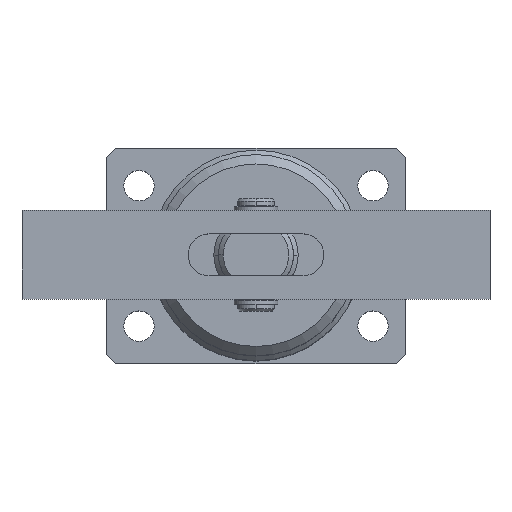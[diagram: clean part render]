
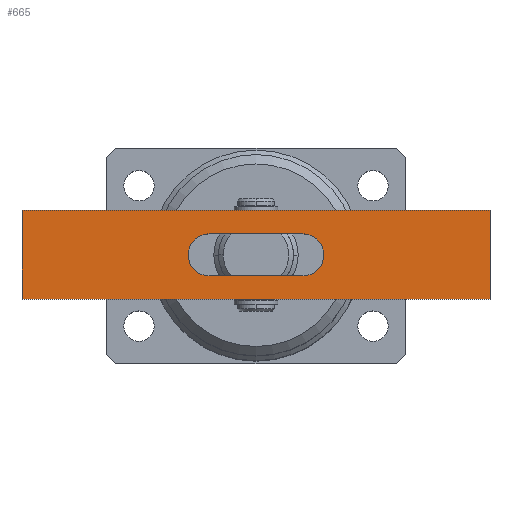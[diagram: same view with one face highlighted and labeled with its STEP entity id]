
A CAD part, top view. The second image highlights one B-rep face of the part: STEP entity #665.
In plain terms, the highlighted face is planar.
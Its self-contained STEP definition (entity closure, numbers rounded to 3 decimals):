
#261 = VECTOR ( 'NONE', #2410, 1000. ) ;
#264 = LINE ( 'NONE', #2404, #261 ) ;
#269 = VECTOR ( 'NONE', #2406, 1000. ) ;
#271 = VECTOR ( 'NONE', #2348, 1000. ) ;
#272 = LINE ( 'NONE', #2444, #269 ) ;
#273 = LINE ( 'NONE', #2327, #271 ) ;
#275 = CIRCLE ( 'NONE', #1691, 4.5 ) ;
#290 = CIRCLE ( 'NONE', #1696, 4.5 ) ;
#308 = VECTOR ( 'NONE', #2457, 1000. ) ;
#310 = VECTOR ( 'NONE', #2306, 1000. ) ;
#311 = LINE ( 'NONE', #2447, #308 ) ;
#312 = LINE ( 'NONE', #2292, #310 ) ;
#313 = VECTOR ( 'NONE', #2451, 1000. ) ;
#318 = LINE ( 'NONE', #726, #313 ) ;
#665 = ADVANCED_FACE ( 'NONE', ( #4135, #4129 ), #1133, .F. ) ;
#726 = CARTESIAN_POINT ( 'NONE',  ( -50., -9.5, -9.5 ) ) ;
#1125 = DIRECTION ( 'NONE',  ( 0., 0., 1. ) ) ;
#1126 = DIRECTION ( 'NONE',  ( 0., 1., 0. ) ) ;
#1133 = PLANE ( 'NONE',  #1784 ) ;
#1135 = CARTESIAN_POINT ( 'NONE',  ( -50., -9.5, 9.5 ) ) ;
#1673 = EDGE_CURVE ( 'NONE', #2042, #2050, #318, .T. ) ;
#1682 = EDGE_CURVE ( 'NONE', #2366, #2249, #312, .T. ) ;
#1685 = EDGE_CURVE ( 'NONE', #2249, #2050, #311, .T. ) ;
#1691 = AXIS2_PLACEMENT_3D ( 'NONE', #2226, #2220, #2222 ) ;
#1696 = AXIS2_PLACEMENT_3D ( 'NONE', #2100, #2098, #2092 ) ;
#1722 = EDGE_CURVE ( 'NONE', #2132, #1958, #290, .T. ) ;
#1742 = EDGE_CURVE ( 'NONE', #2011, #2338, #275, .T. ) ;
#1743 = EDGE_CURVE ( 'NONE', #1958, #2011, #273, .T. ) ;
#1745 = EDGE_CURVE ( 'NONE', #2338, #2132, #272, .T. ) ;
#1758 = EDGE_CURVE ( 'NONE', #2366, #2042, #264, .T. ) ;
#1784 = AXIS2_PLACEMENT_3D ( 'NONE', #1135, #1126, #1125 ) ;
#1931 = CARTESIAN_POINT ( 'NONE',  ( 10., -9.5, 4.5 ) ) ;
#1958 = VERTEX_POINT ( 'NONE', #2261 ) ;
#2010 = CARTESIAN_POINT ( 'NONE',  ( 50., -9.5, 9.5 ) ) ;
#2011 = VERTEX_POINT ( 'NONE', #2287 ) ;
#2042 = VERTEX_POINT ( 'NONE', #2170 ) ;
#2050 = VERTEX_POINT ( 'NONE', #2463 ) ;
#2092 = DIRECTION ( 'NONE',  ( 0., 0., 1. ) ) ;
#2098 = DIRECTION ( 'NONE',  ( 0., 1., 0. ) ) ;
#2100 = CARTESIAN_POINT ( 'NONE',  ( 10., -9.5, 0. ) ) ;
#2132 = VERTEX_POINT ( 'NONE', #1931 ) ;
#2170 = CARTESIAN_POINT ( 'NONE',  ( -50., -9.5, -9.5 ) ) ;
#2193 = CARTESIAN_POINT ( 'NONE',  ( -10., -9.5, 4.5 ) ) ;
#2220 = DIRECTION ( 'NONE',  ( 0., 1., 0. ) ) ;
#2222 = DIRECTION ( 'NONE',  ( 0., 0., 1. ) ) ;
#2226 = CARTESIAN_POINT ( 'NONE',  ( -10., -9.5, 0. ) ) ;
#2249 = VERTEX_POINT ( 'NONE', #2010 ) ;
#2261 = CARTESIAN_POINT ( 'NONE',  ( 10., -9.5, -4.5 ) ) ;
#2287 = CARTESIAN_POINT ( 'NONE',  ( -10., -9.5, -4.5 ) ) ;
#2292 = CARTESIAN_POINT ( 'NONE',  ( -50., -9.5, 9.5 ) ) ;
#2299 = CARTESIAN_POINT ( 'NONE',  ( -50., -9.5, 9.5 ) ) ;
#2306 = DIRECTION ( 'NONE',  ( 1., 0., 0. ) ) ;
#2327 = CARTESIAN_POINT ( 'NONE',  ( -10., -9.5, -4.5 ) ) ;
#2338 = VERTEX_POINT ( 'NONE', #2193 ) ;
#2348 = DIRECTION ( 'NONE',  ( -1., 0., 0. ) ) ;
#2366 = VERTEX_POINT ( 'NONE', #2299 ) ;
#2404 = CARTESIAN_POINT ( 'NONE',  ( -50., -9.5, 9.5 ) ) ;
#2406 = DIRECTION ( 'NONE',  ( 1., 0., 0. ) ) ;
#2410 = DIRECTION ( 'NONE',  ( 0., 0., -1. ) ) ;
#2444 = CARTESIAN_POINT ( 'NONE',  ( -10., -9.5, 4.5 ) ) ;
#2447 = CARTESIAN_POINT ( 'NONE',  ( 50., -9.5, 9.5 ) ) ;
#2451 = DIRECTION ( 'NONE',  ( 1., 0., 0. ) ) ;
#2457 = DIRECTION ( 'NONE',  ( 0., 0., -1. ) ) ;
#2463 = CARTESIAN_POINT ( 'NONE',  ( 50., -9.5, -9.5 ) ) ;
#2629 = ORIENTED_EDGE ( 'NONE', *, *, #1722, .T. ) ;
#2632 = ORIENTED_EDGE ( 'NONE', *, *, #1743, .T. ) ;
#2764 = ORIENTED_EDGE ( 'NONE', *, *, #1685, .F. ) ;
#2906 = ORIENTED_EDGE ( 'NONE', *, *, #1673, .T. ) ;
#2954 = ORIENTED_EDGE ( 'NONE', *, *, #1745, .T. ) ;
#2981 = ORIENTED_EDGE ( 'NONE', *, *, #1758, .T. ) ;
#2998 = ORIENTED_EDGE ( 'NONE', *, *, #1682, .F. ) ;
#3340 = ORIENTED_EDGE ( 'NONE', *, *, #1742, .T. ) ;
#4129 = FACE_OUTER_BOUND ( 'NONE', #4379, .T. ) ;
#4135 = FACE_BOUND ( 'NONE', #4388, .T. ) ;
#4379 = EDGE_LOOP ( 'NONE', ( #2906, #2764, #2998, #2981 ) ) ;
#4388 = EDGE_LOOP ( 'NONE', ( #2632, #3340, #2954, #2629 ) ) ;
